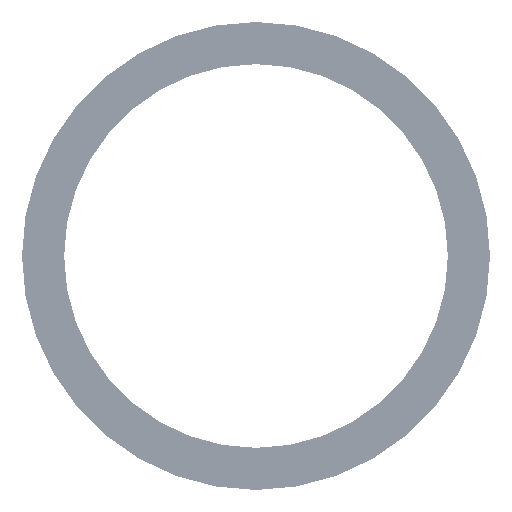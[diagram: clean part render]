
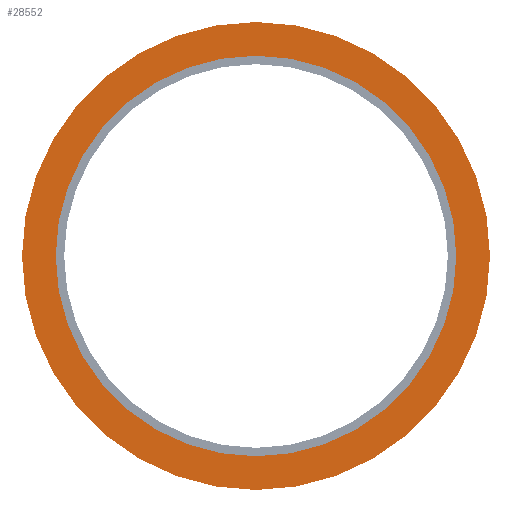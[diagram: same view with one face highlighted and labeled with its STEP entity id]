
A CAD part, left-side view. The second image highlights one B-rep face of the part: STEP entity #28552.
In plain terms, the highlighted planar face has unit normal (-1, 0, 0).
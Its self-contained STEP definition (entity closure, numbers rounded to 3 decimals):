
#544 = CARTESIAN_POINT ( 'NONE',  ( 2.2, 0., 25. ) ) ;
#3047 = CIRCLE ( 'NONE', #9821, 25. ) ;
#5547 = CARTESIAN_POINT ( 'NONE',  ( 2.2, 0., 0. ) ) ;
#7401 = DIRECTION ( 'NONE',  ( 1., 0., 0. ) ) ;
#7850 = EDGE_LOOP ( 'NONE', ( #22870 ) ) ;
#8690 = DIRECTION ( 'NONE',  ( 0., 0., -1. ) ) ;
#9821 = AXIS2_PLACEMENT_3D ( 'NONE', #14071, #35948, #17179 ) ;
#13873 = CIRCLE ( 'NONE', #23008, 21.4 ) ;
#14071 = CARTESIAN_POINT ( 'NONE',  ( 2.2, 0., 0. ) ) ;
#14085 = CARTESIAN_POINT ( 'NONE',  ( 2.2, 0., -21.4 ) ) ;
#14236 = FACE_OUTER_BOUND ( 'NONE', #18647, .T. ) ;
#14865 = AXIS2_PLACEMENT_3D ( 'NONE', #35444, #7401, #29310 ) ;
#15213 = FACE_BOUND ( 'NONE', #7850, .T. ) ;
#17179 = DIRECTION ( 'NONE',  ( 0., 0., 1. ) ) ;
#18647 = EDGE_LOOP ( 'NONE', ( #21088 ) ) ;
#21088 = ORIENTED_EDGE ( 'NONE', *, *, #38144, .T. ) ;
#22870 = ORIENTED_EDGE ( 'NONE', *, *, #23203, .F. ) ;
#23008 = AXIS2_PLACEMENT_3D ( 'NONE', #5547, #27467, #8690 ) ;
#23089 = VERTEX_POINT ( 'NONE', #14085 ) ;
#23203 = EDGE_CURVE ( 'NONE', #23089, #23089, #13873, .T. ) ;
#23717 = VERTEX_POINT ( 'NONE', #544 ) ;
#27467 = DIRECTION ( 'NONE',  ( -1., 0., 0. ) ) ;
#28552 = ADVANCED_FACE ( 'NONE', ( #15213, #14236 ), #38592, .F. ) ;
#29310 = DIRECTION ( 'NONE',  ( 0., 0., -1. ) ) ;
#35444 = CARTESIAN_POINT ( 'NONE',  ( 2.2, 25., 0. ) ) ;
#35948 = DIRECTION ( 'NONE',  ( -1., 0., 0. ) ) ;
#38144 = EDGE_CURVE ( 'NONE', #23717, #23717, #3047, .T. ) ;
#38592 = PLANE ( 'NONE',  #14865 ) ;
